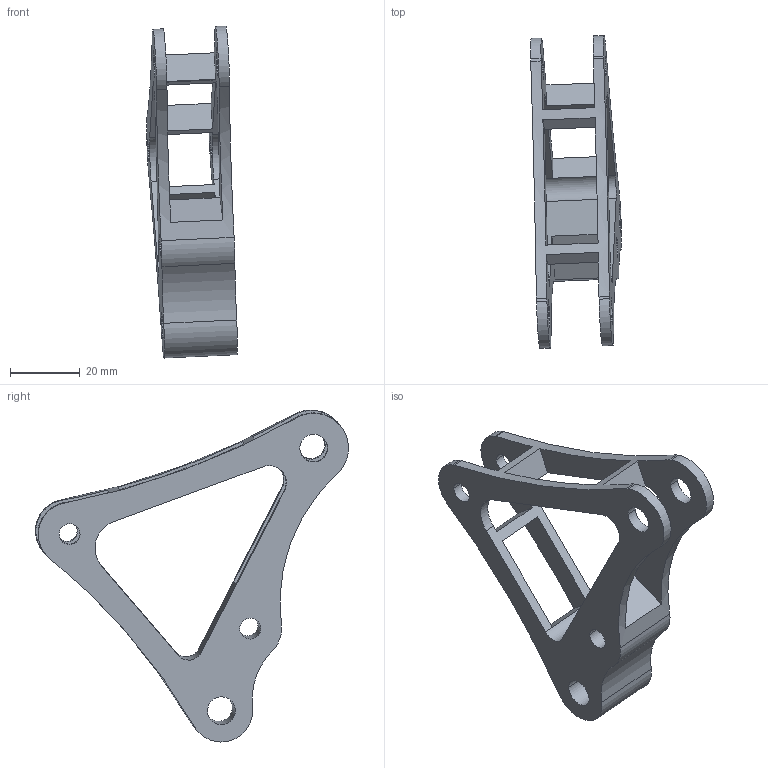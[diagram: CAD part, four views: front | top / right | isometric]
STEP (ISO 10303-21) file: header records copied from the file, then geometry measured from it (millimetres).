
FILE_DESCRIPTION(('CATIA V5 STEP Exchange'),'2;1');
FILE_NAME('FSAE_SU_70402 - Bellcrank_GlobalRef.stp','2020-05-29T16:18:31+00:00',('none'),('none'),'CATIA Version 5-6 Release 2016','CATIA V5 STEP AP203','none');
FILE_SCHEMA(('CONFIG_CONTROL_DESIGN'));
Length unit declared in the file: millimetre
Products named in the file (1): FSAE_SU_70402
Bounding box: 26.13 x 89.93 x 95.37 mm (x, y, z)
Volume: 26379.7 mm3; surface area: 14456.8 mm2
Topology: 1 solids, 1 shells, 55 faces, 172 edges, 114 vertices
Faces by surface type: plane 29, cylinder 26
Entity records: 1845 total; most frequent: ORIENTED_EDGE 344, CARTESIAN_POINT 320, DIRECTION 238, EDGE_CURVE 172, VERTEX_POINT 114, VECTOR 106, LINE 106, AXIS2_PLACEMENT_3D 100
